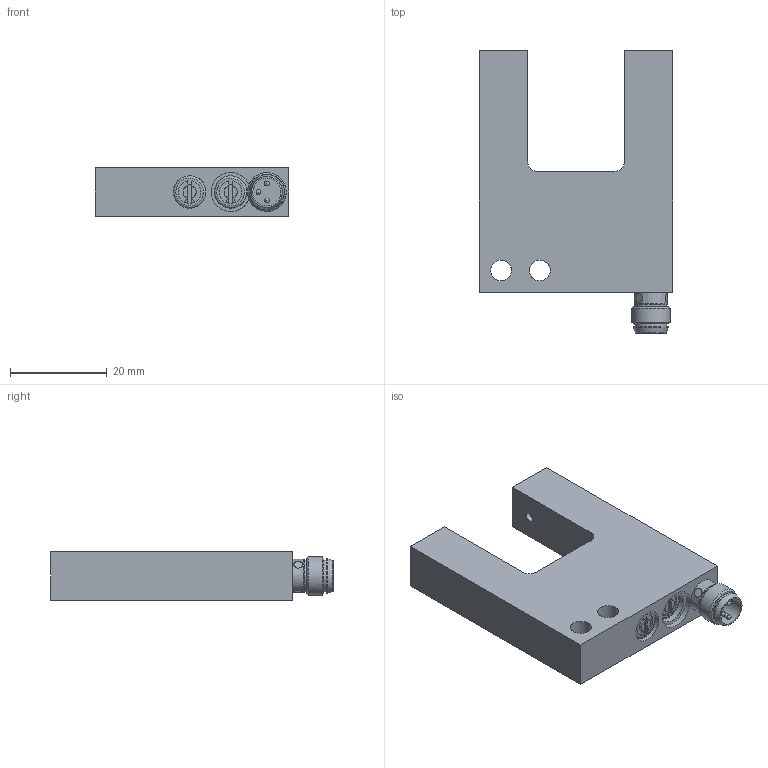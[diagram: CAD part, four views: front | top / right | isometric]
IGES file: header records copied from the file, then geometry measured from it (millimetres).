
Global section: file name: OGUP 020 P3K-TSSL; native system: Autodesk Inventor 2015; preprocessor: unknown; author: lck; date: 20150722.093423; units: millimetre
Bounding box: 40 x 58.5 x 10 mm (x, y, z)
Volume: 14749.5 mm3; surface area: 6288.8 mm2
Topology: 7 solids, 7 shells, 189 faces, 455 edges, 300 vertices
Faces by surface type: bspline 189
